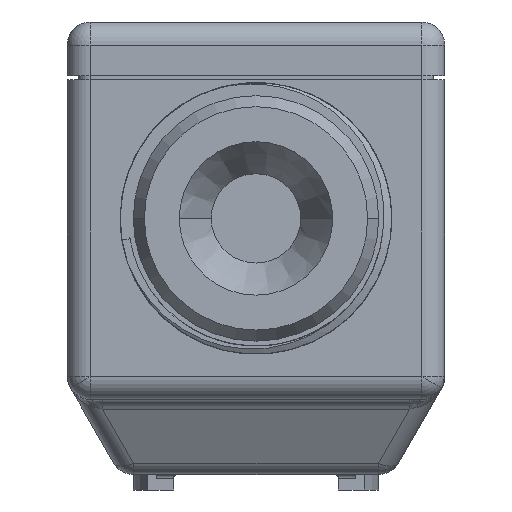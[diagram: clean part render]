
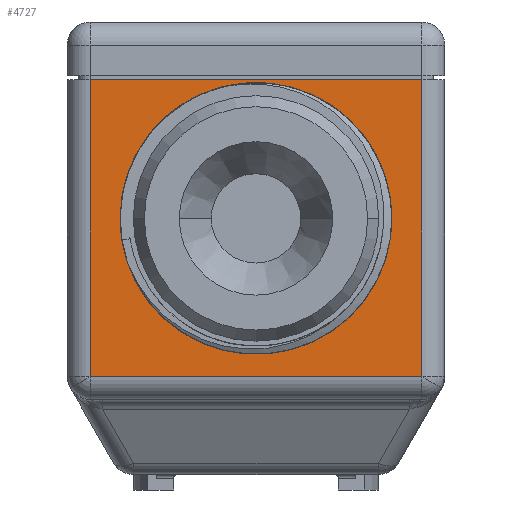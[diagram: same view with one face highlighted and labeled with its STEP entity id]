
A CAD part, front view. The second image highlights one B-rep face of the part: STEP entity #4727.
In plain terms, the highlighted planar face has unit normal (0, -1, 0).
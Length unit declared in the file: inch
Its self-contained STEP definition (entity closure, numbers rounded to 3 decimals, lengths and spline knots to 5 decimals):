
#304=DIRECTION('',(0.,0.,-1.));
#305=VECTOR('',#304,0.77397);
#306=CARTESIAN_POINT('',(0.924,0.,0.));
#307=LINE('',#306,#305);
#344=CARTESIAN_POINT('',(0.492,0.,-0.362));
#345=DIRECTION('',(0.,-1.,0.));
#346=DIRECTION('',(0.,0.,-1.));
#347=AXIS2_PLACEMENT_3D('',#344,#345,#346);
#349=CARTESIAN_POINT('',(0.492,0.,-0.362));
#350=DIRECTION('',(0.,1.,0.));
#351=DIRECTION('',(0.,0.,-1.));
#352=AXIS2_PLACEMENT_3D('',#349,#350,#351);
#1395=DIRECTION('',(-1.,0.,0.));
#1396=VECTOR('',#1395,0.864);
#1397=CARTESIAN_POINT('',(0.924,0.,0.));
#1398=LINE('',#1397,#1396);
#1441=DIRECTION('',(0.,0.,-1.));
#1442=VECTOR('',#1441,0.77397);
#1443=CARTESIAN_POINT('',(0.06,0.,0.));
#1444=LINE('',#1443,#1442);
#2311=DIRECTION('',(-1.,0.,0.));
#2312=VECTOR('',#2311,0.86396);
#2313=CARTESIAN_POINT('',(0.92398,0.,-0.77397));
#2314=LINE('',#2313,#2312);
#3785=CARTESIAN_POINT('',(0.924,0.,0.));
#3786=CARTESIAN_POINT('',(0.06,0.,0.));
#3787=VERTEX_POINT('',#3785);
#3788=VERTEX_POINT('',#3786);
#3927=CARTESIAN_POINT('',(0.92398,0.,-0.77397));
#3928=VERTEX_POINT('',#3927);
#3937=CARTESIAN_POINT('',(0.06002,0.,-0.77397));
#3938=VERTEX_POINT('',#3937);
#4023=CARTESIAN_POINT('',(0.492,0.,-0.018));
#4025=VERTEX_POINT('',#4023);
#4027=CARTESIAN_POINT('',(0.492,0.,-0.706));
#4028=VERTEX_POINT('',#4027);
#4707=CARTESIAN_POINT('',(0.984,0.,0.));
#4708=DIRECTION('',(0.,-1.,0.));
#4709=DIRECTION('',(-1.,0.,0.));
#4710=AXIS2_PLACEMENT_3D('',#4707,#4708,#4709);
#4711=PLANE('',#4710);
#4713=ORIENTED_EDGE('',*,*,#4712,.T.);
#4715=ORIENTED_EDGE('',*,*,#4714,.F.);
#4717=ORIENTED_EDGE('',*,*,#4716,.F.);
#4718=ORIENTED_EDGE('',*,*,#4697,.T.);
#4719=EDGE_LOOP('',(#4713,#4715,#4717,#4718));
#4720=FACE_OUTER_BOUND('',#4719,.F.);
#4722=ORIENTED_EDGE('',*,*,#4721,.T.);
#4724=ORIENTED_EDGE('',*,*,#4723,.F.);
#4725=EDGE_LOOP('',(#4722,#4724));
#4726=FACE_BOUND('',#4725,.F.);
#4727=ADVANCED_FACE('',(#4720,#4726),#4711,.T.);
#348=CIRCLE('',#347,0.344);
#353=CIRCLE('',#352,0.344);
#4697=EDGE_CURVE('',#3787,#3928,#307,.T.);
#4712=EDGE_CURVE('',#3928,#3938,#2314,.T.);
#4714=EDGE_CURVE('',#3788,#3938,#1444,.T.);
#4716=EDGE_CURVE('',#3787,#3788,#1398,.T.);
#4721=EDGE_CURVE('',#4028,#4025,#348,.T.);
#4723=EDGE_CURVE('',#4028,#4025,#353,.T.);
